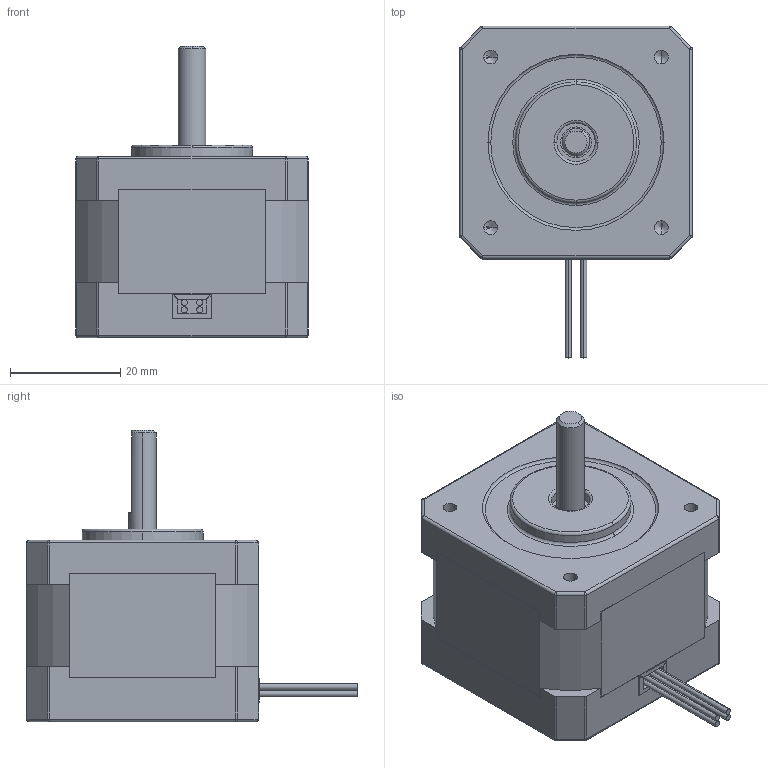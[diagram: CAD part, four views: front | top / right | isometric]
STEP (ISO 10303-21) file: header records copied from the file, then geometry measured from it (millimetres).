
FILE_DESCRIPTION (( 'STEP AP214' ), '1' );
FILE_NAME ('17HS13-0404S1.STEP', '2018-03-09T01:53:11', ( '' ), ( '' ), 'SwSTEP 2.0', 'SolidWorks 2014', '' );
FILE_SCHEMA (( 'AUTOMOTIVE_DESIGN' ));
Length unit declared in the file: millimetre
Products named in the file (1): 17HS13-0404S1
Bounding box: 42.32 x 60.31 x 53 mm (x, y, z)
Volume: 57478.9 mm3; surface area: 10166.6 mm2
Topology: 1 solids, 1 shells, 278 faces, 701 edges, 431 vertices
Faces by surface type: plane 142, cylinder 82, torus 26, sphere 16, cone 12
Entity records: 11811 total; most frequent: CARTESIAN_POINT 2115, DIRECTION 1403, ORIENTED_EDGE 1358, EDGE_CURVE 679, AXIS2_PLACEMENT_3D 515, VERTEX_POINT 429, LINE 373, VECTOR 373
